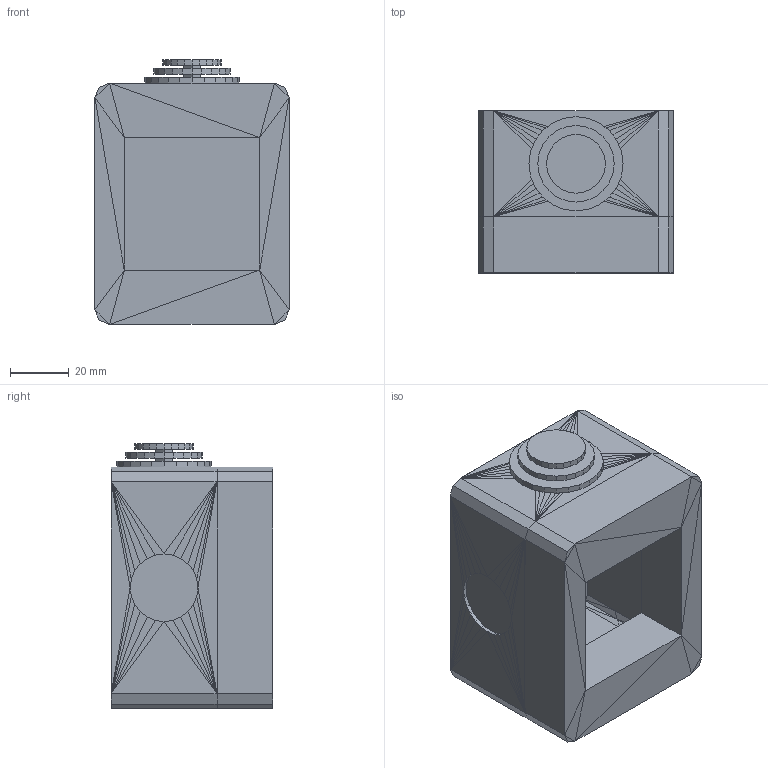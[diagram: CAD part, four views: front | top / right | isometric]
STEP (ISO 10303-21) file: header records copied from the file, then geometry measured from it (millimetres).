
FILE_DESCRIPTION(('FreeCAD Model'),'2;1');
FILE_NAME('GW27002.step' ,'2019-08-27T14:27:30',('Author'),(''), 'Open CASCADE STEP processor 7.2','FreeCAD','Unknown');
FILE_SCHEMA(('AUTOMOTIVE_DESIGN { 1 0 10303 214 1 1 1 1 }'));
Length unit declared in the file: millimetre
Products named in the file (1): Domotics-SerieCivili-GEWISS-27COMBI_SYSTEM-IP40_1P_2P_3P_4P:GW27002_-_
2_posti:920574
Bounding box: 66 x 55 x 90 mm (x, y, z)
Volume: 94885 mm3; surface area: 51101.1 mm2
Topology: 7 solids, 7 shells, 450 faces, 900 edges, 460 vertices
Faces by surface type: plane 450
Entity records: 22615 total; most frequent: CARTESIAN_POINT 3611, DIRECTION 3602, LINE 2700, VECTOR 2700, ORIENTED_EDGE 1800, PCURVE 1800, DEFINITIONAL_REPRESENTATION 1800, EDGE_CURVE 900
